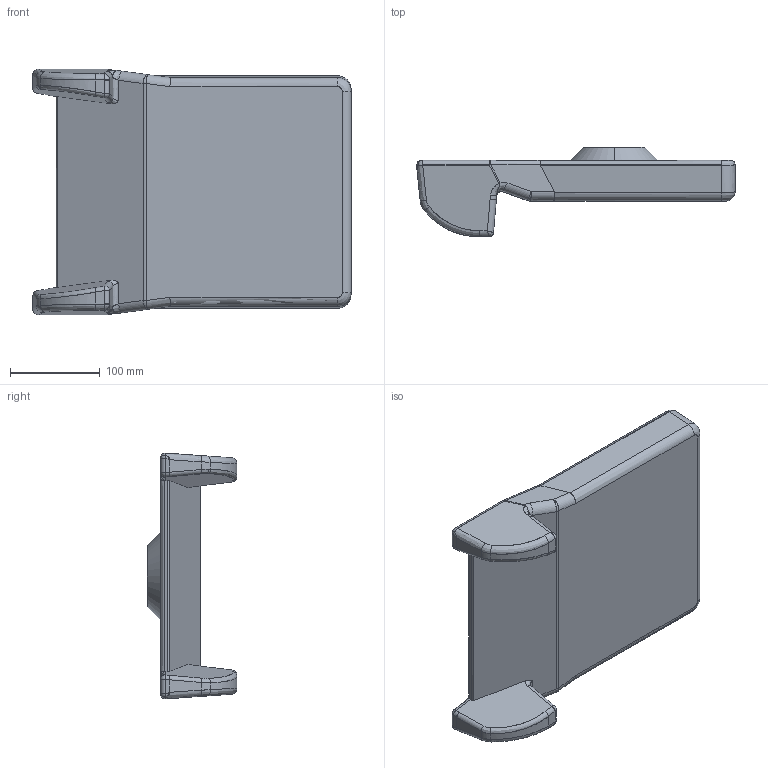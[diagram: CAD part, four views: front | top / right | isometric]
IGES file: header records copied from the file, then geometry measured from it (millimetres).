
Start section: SolidWorks IGES file using analytic representation for surfaces
Global section: file name: Opierka sprahla.IGS; native system: SolidWorks 2021; preprocessor: SolidWorks 2021; author: WoSko; date: 230529.204808; units: millimetre
Bounding box: 355 x 100 x 274.28 mm (x, y, z)
Surface area: 254584.8 mm2 (no closed solid volume)
Topology: 0 solids, 0 shells, 169 faces, 1566 edges, 1551 vertices
Faces by surface type: revolution 87, bspline 82
